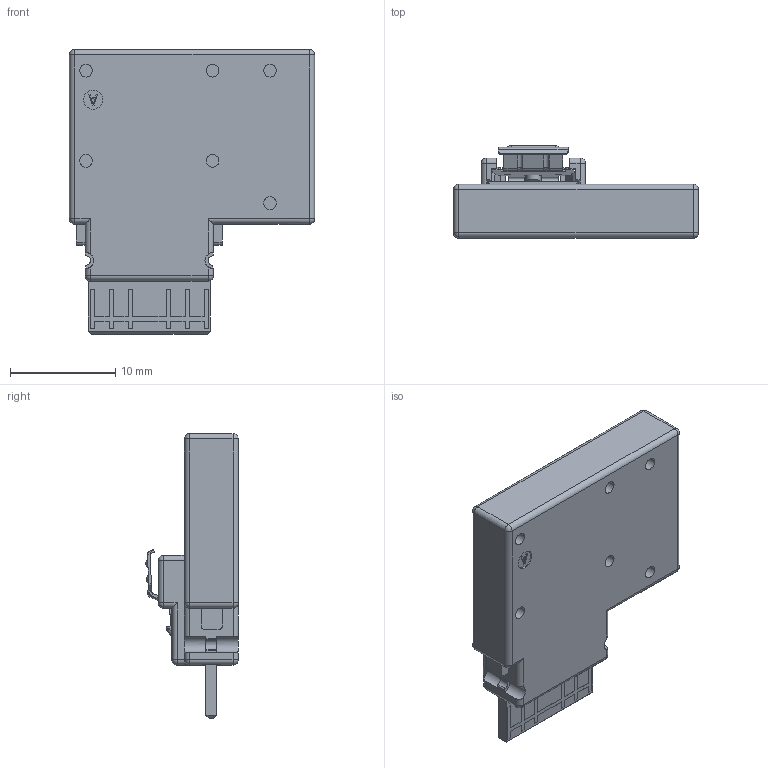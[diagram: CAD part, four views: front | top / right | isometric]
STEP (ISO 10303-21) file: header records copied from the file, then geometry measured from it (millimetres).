
FILE_DESCRIPTION((''),'2;1');
FILE_NAME('NEW_METAL_LATCH_0703_2','2021-02-08T',('t01395'),(''),'PRO/ENGINEER BY PARAMETRIC TECHNOLOGY CORPORATION, 2007450','PRO/ENGINEER BY PARAMETRIC TECHNOLOGY CORPORATION, 2007450','');
FILE_SCHEMA(('CONFIG_CONTROL_DESIGN'));
Length unit declared in the file: millimetre
Products named in the file (1): NEW_METAL_LATCH_0703_2
Bounding box: 23.25 x 8.78 x 27 mm (x, y, z)
Volume: 2404.2 mm3; surface area: 1831.7 mm2
Topology: 1 solids, 1 shells, 565 faces, 1510 edges, 926 vertices
Faces by surface type: plane 328, cylinder 183, sphere 42, bspline 8, torus 4
Entity records: 18365 total; most frequent: CARTESIAN_POINT 4288, ORIENTED_EDGE 2936, DIRECTION 2934, EDGE_CURVE 1468, VECTOR 1028, LINE 1028, AXIS2_PLACEMENT_3D 953, VERTEX_POINT 926
